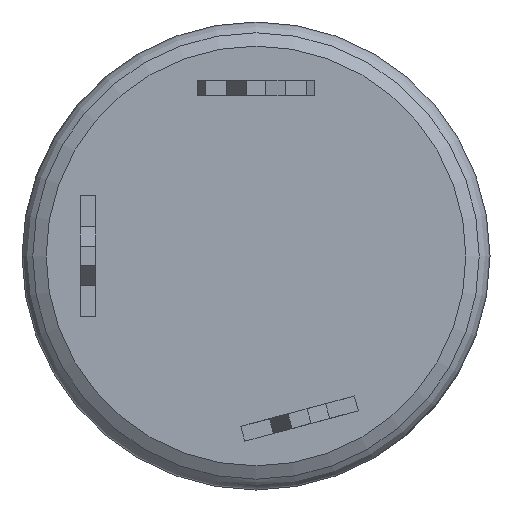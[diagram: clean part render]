
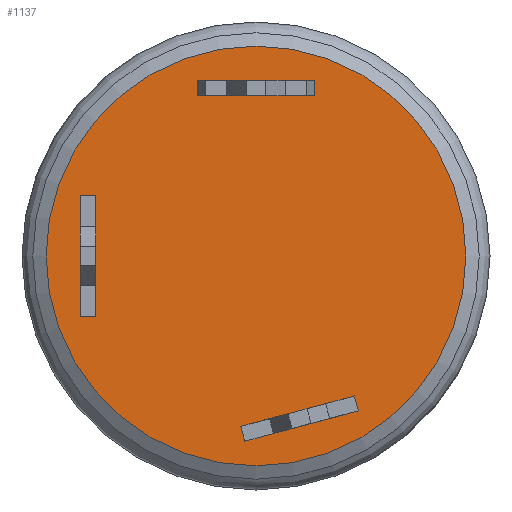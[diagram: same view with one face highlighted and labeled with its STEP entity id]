
A CAD part, left-side view. The second image highlights one B-rep face of the part: STEP entity #1137.
In plain terms, the highlighted planar face has unit normal (-1, 0, 0).
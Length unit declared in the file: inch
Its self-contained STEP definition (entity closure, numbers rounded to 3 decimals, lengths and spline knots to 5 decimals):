
#61=PLANE('',#1233);
#144=LINE('',#3070,#249);
#146=LINE('',#3074,#251);
#148=LINE('',#3078,#253);
#150=LINE('',#3081,#255);
#152=LINE('',#3086,#257);
#154=LINE('',#3090,#259);
#156=LINE('',#3094,#261);
#158=LINE('',#3097,#263);
#160=LINE('',#3102,#265);
#162=LINE('',#3106,#267);
#164=LINE('',#3110,#269);
#166=LINE('',#3113,#271);
#249=VECTOR('',#1482,0.0142);
#251=VECTOR('',#1486,0.109);
#253=VECTOR('',#1490,0.0142);
#255=VECTOR('',#1494,0.109);
#257=VECTOR('',#1498,0.109);
#259=VECTOR('',#1502,0.0142);
#261=VECTOR('',#1506,0.109);
#263=VECTOR('',#1510,0.0142);
#265=VECTOR('',#1514,0.0142);
#267=VECTOR('',#1518,0.113);
#269=VECTOR('',#1522,0.0142);
#271=VECTOR('',#1526,0.113);
#321=FACE_BOUND('',#474,.T.);
#322=FACE_BOUND('',#475,.T.);
#323=FACE_BOUND('',#476,.T.);
#389=FACE_OUTER_BOUND('',#473,.T.);
#473=EDGE_LOOP('',(#1051));
#474=EDGE_LOOP('',(#1052,#1053,#1054,#1055));
#475=EDGE_LOOP('',(#1056,#1057,#1058,#1059));
#476=EDGE_LOOP('',(#1060,#1061,#1062,#1063));
#478=CIRCLE('',#1142,0.19463);
#506=VERTEX_POINT('',#1533);
#599=VERTEX_POINT('',#3067);
#600=VERTEX_POINT('',#3069);
#601=VERTEX_POINT('',#3073);
#602=VERTEX_POINT('',#3077);
#603=VERTEX_POINT('',#3083);
#604=VERTEX_POINT('',#3085);
#605=VERTEX_POINT('',#3089);
#606=VERTEX_POINT('',#3093);
#607=VERTEX_POINT('',#3099);
#608=VERTEX_POINT('',#3101);
#609=VERTEX_POINT('',#3105);
#610=VERTEX_POINT('',#3109);
#612=EDGE_CURVE('',#506,#506,#478,.T.);
#739=EDGE_CURVE('',#599,#600,#144,.T.);
#741=EDGE_CURVE('',#600,#601,#146,.T.);
#743=EDGE_CURVE('',#601,#602,#148,.T.);
#745=EDGE_CURVE('',#602,#599,#150,.T.);
#747=EDGE_CURVE('',#603,#604,#152,.T.);
#749=EDGE_CURVE('',#604,#605,#154,.T.);
#751=EDGE_CURVE('',#606,#605,#156,.T.);
#753=EDGE_CURVE('',#606,#603,#158,.T.);
#755=EDGE_CURVE('',#607,#608,#160,.T.);
#757=EDGE_CURVE('',#609,#608,#162,.T.);
#759=EDGE_CURVE('',#609,#610,#164,.T.);
#761=EDGE_CURVE('',#610,#607,#166,.T.);
#1051=ORIENTED_EDGE('',*,*,#612,.T.);
#1052=ORIENTED_EDGE('',*,*,#753,.F.);
#1053=ORIENTED_EDGE('',*,*,#751,.T.);
#1054=ORIENTED_EDGE('',*,*,#749,.F.);
#1055=ORIENTED_EDGE('',*,*,#747,.F.);
#1056=ORIENTED_EDGE('',*,*,#745,.F.);
#1057=ORIENTED_EDGE('',*,*,#743,.F.);
#1058=ORIENTED_EDGE('',*,*,#741,.F.);
#1059=ORIENTED_EDGE('',*,*,#739,.F.);
#1060=ORIENTED_EDGE('',*,*,#761,.F.);
#1061=ORIENTED_EDGE('',*,*,#759,.F.);
#1062=ORIENTED_EDGE('',*,*,#757,.T.);
#1063=ORIENTED_EDGE('',*,*,#755,.F.);
#1137=ADVANCED_FACE('',(#389,#321,#322,#323),#61,.T.);
#1142=AXIS2_PLACEMENT_3D('',#1534,#1240,#1241);
#1233=AXIS2_PLACEMENT_3D('',#3114,#1527,#1528);
#1240=DIRECTION('center_axis',(-1.,0.,0.));
#1241=DIRECTION('ref_axis',(0.,-1.,0.));
#1482=DIRECTION('',(0.,-0.259,-0.966));
#1486=DIRECTION('',(0.,-0.966,0.259));
#1490=DIRECTION('',(0.,0.259,0.966));
#1494=DIRECTION('',(0.,0.966,-0.259));
#1498=DIRECTION('',(0.,-1.,0.));
#1502=DIRECTION('',(0.,0.,1.));
#1506=DIRECTION('',(0.,-1.,0.));
#1510=DIRECTION('',(0.,0.,-1.));
#1514=DIRECTION('',(0.,1.,0.));
#1518=DIRECTION('',(0.,0.,1.));
#1522=DIRECTION('',(0.,-1.,0.));
#1526=DIRECTION('',(0.,0.,1.));
#1527=DIRECTION('center_axis',(-1.,0.,0.));
#1528=DIRECTION('ref_axis',(0.,0.,1.));
#1533=CARTESIAN_POINT('',(-0.2242,-0.19463,0.));
#1534=CARTESIAN_POINT('Origin',(-0.2242,0.,0.));
#3067=CARTESIAN_POINT('',(-0.2242,0.01408,-0.15803));
#3069=CARTESIAN_POINT('',(-0.2242,0.0104,-0.17174));
#3070=CARTESIAN_POINT('',(-0.2242,0.01408,-0.15803));
#3073=CARTESIAN_POINT('',(-0.2242,-0.09488,-0.14353));
#3074=CARTESIAN_POINT('',(-0.2242,0.0785,-0.18999));
#3077=CARTESIAN_POINT('',(-0.2242,-0.09121,-0.12982));
#3078=CARTESIAN_POINT('',(-0.2242,-0.09121,-0.12982));
#3081=CARTESIAN_POINT('',(-0.2242,0.08218,-0.17628));
#3083=CARTESIAN_POINT('',(-0.2242,0.0545,0.14869));
#3085=CARTESIAN_POINT('',(-0.2242,-0.0545,0.14869));
#3086=CARTESIAN_POINT('',(-0.2242,0.,0.14869));
#3089=CARTESIAN_POINT('',(-0.2242,-0.0545,0.16289));
#3090=CARTESIAN_POINT('',(-0.2242,-0.0545,0.16289));
#3093=CARTESIAN_POINT('',(-0.2242,0.0545,0.16289));
#3094=CARTESIAN_POINT('',(-0.2242,0.,0.16289));
#3097=CARTESIAN_POINT('',(-0.2242,0.0545,0.16289));
#3099=CARTESIAN_POINT('',(-0.2242,0.14869,0.0565));
#3101=CARTESIAN_POINT('',(-0.2242,0.16289,0.0565));
#3102=CARTESIAN_POINT('',(-0.2242,0.14869,0.0565));
#3105=CARTESIAN_POINT('',(-0.2242,0.16289,-0.0565));
#3106=CARTESIAN_POINT('',(-0.2242,0.16289,-0.15));
#3109=CARTESIAN_POINT('',(-0.2242,0.14869,-0.0565));
#3110=CARTESIAN_POINT('',(-0.2242,0.14869,-0.0565));
#3113=CARTESIAN_POINT('',(-0.2242,0.14869,-0.15));
#3114=CARTESIAN_POINT('Origin',(-0.2242,-0.17084,-0.1764));
